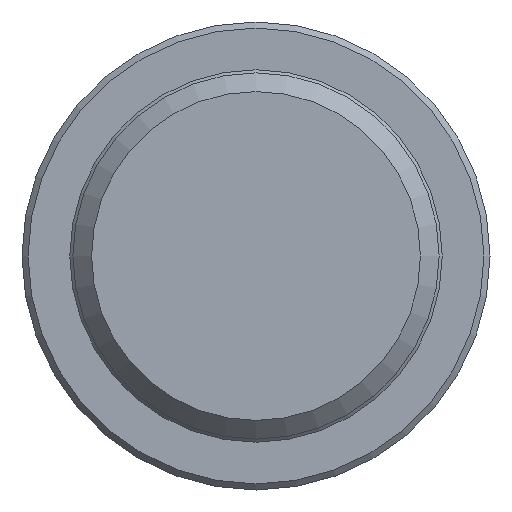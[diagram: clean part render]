
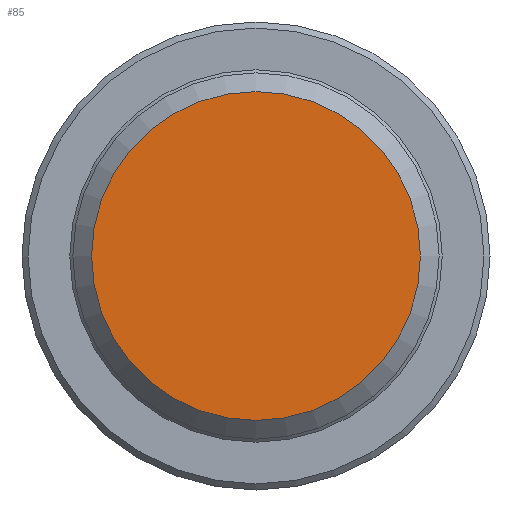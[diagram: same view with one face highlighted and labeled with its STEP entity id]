
A CAD part, front view. The second image highlights one B-rep face of the part: STEP entity #85.
In plain terms, the highlighted planar face has unit normal (0, -1, 0).
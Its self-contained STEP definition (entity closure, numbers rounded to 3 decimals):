
#85 = ADVANCED_FACE( '', ( #188 ), #189, .F. );
#188 = FACE_OUTER_BOUND( '', #310, .T. );
#189 = PLANE( '', #311 );
#310 = EDGE_LOOP( '', ( #475 ) );
#311 = AXIS2_PLACEMENT_3D( '', #476, #477, #478 );
#475 = ORIENTED_EDGE( '', *, *, #698, .T. );
#476 = CARTESIAN_POINT( '', ( 8.08, -12., 0. ) );
#477 = DIRECTION( '', ( 0., 1., 0. ) );
#478 = DIRECTION( '', ( 0., 0., 1. ) );
#698 = EDGE_CURVE( '', #824, #824, #825, .T. );
#824 = VERTEX_POINT( '', #1013 );
#825 = CIRCLE( '', #1014, 8.08 );
#1013 = CARTESIAN_POINT( '', ( 0., -12., -8.08 ) );
#1014 = AXIS2_PLACEMENT_3D( '', #1161, #1162, #1163 );
#1161 = CARTESIAN_POINT( '', ( 0., -12., 0. ) );
#1162 = DIRECTION( '', ( 0., -1., 0. ) );
#1163 = DIRECTION( '', ( 0., 0., -1. ) );
